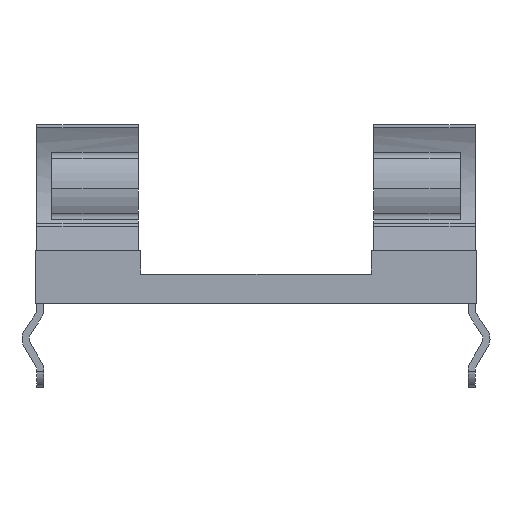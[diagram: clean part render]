
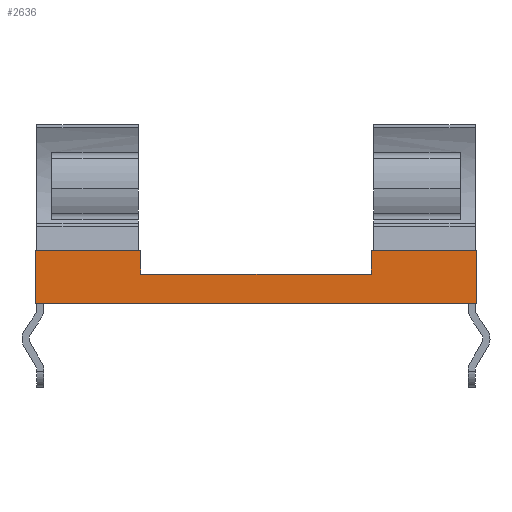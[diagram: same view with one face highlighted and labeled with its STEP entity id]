
A CAD part, front view. The second image highlights one B-rep face of the part: STEP entity #2636.
In plain terms, the highlighted planar face has unit normal (0, -1, 0).
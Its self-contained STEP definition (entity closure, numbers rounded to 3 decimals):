
#436 = VERTEX_POINT('',#437);
#437 = CARTESIAN_POINT('',(11.722,-3.3,0.03));
#443 = EDGE_CURVE('',#444,#436,#446,.T.);
#444 = VERTEX_POINT('',#445);
#445 = CARTESIAN_POINT('',(-11.672,-3.3,0.03));
#446 = LINE('',#447,#448);
#447 = CARTESIAN_POINT('',(-11.672,-3.3,0.03));
#448 = VECTOR('',#449,1.);
#449 = DIRECTION('',(1.,0.,0.));
#840 = VERTEX_POINT('',#841);
#841 = CARTESIAN_POINT('',(-6.084,-3.3,1.6));
#847 = EDGE_CURVE('',#840,#848,#850,.T.);
#848 = VERTEX_POINT('',#849);
#849 = CARTESIAN_POINT('',(6.134,-3.3,1.6));
#850 = LINE('',#851,#852);
#851 = CARTESIAN_POINT('',(-6.084,-3.3,1.6));
#852 = VECTOR('',#853,1.);
#853 = DIRECTION('',(1.,0.,0.));
#2619 = VERTEX_POINT('',#2620);
#2620 = CARTESIAN_POINT('',(11.722,-3.3,2.87));
#2626 = EDGE_CURVE('',#436,#2619,#2627,.T.);
#2627 = LINE('',#2628,#2629);
#2628 = CARTESIAN_POINT('',(11.722,-3.3,0.03));
#2629 = VECTOR('',#2630,1.);
#2630 = DIRECTION('',(0.,0.,1.));
#2636 = ADVANCED_FACE('',(#2637),#2678,.T.);
#2637 = FACE_BOUND('',#2638,.T.);
#2638 = EDGE_LOOP('',(#2639,#2647,#2655,#2661,#2662,#2663,#2671,#2677));
#2639 = ORIENTED_EDGE('',*,*,#2640,.T.);
#2640 = EDGE_CURVE('',#840,#2641,#2643,.T.);
#2641 = VERTEX_POINT('',#2642);
#2642 = CARTESIAN_POINT('',(-6.084,-3.3,2.87));
#2643 = LINE('',#2644,#2645);
#2644 = CARTESIAN_POINT('',(-6.084,-3.3,1.6));
#2645 = VECTOR('',#2646,1.);
#2646 = DIRECTION('',(0.,0.,1.));
#2647 = ORIENTED_EDGE('',*,*,#2648,.F.);
#2648 = EDGE_CURVE('',#2649,#2641,#2651,.T.);
#2649 = VERTEX_POINT('',#2650);
#2650 = CARTESIAN_POINT('',(-11.672,-3.3,2.87));
#2651 = LINE('',#2652,#2653);
#2652 = CARTESIAN_POINT('',(-11.672,-3.3,2.87));
#2653 = VECTOR('',#2654,1.);
#2654 = DIRECTION('',(1.,0.,0.));
#2655 = ORIENTED_EDGE('',*,*,#2656,.T.);
#2656 = EDGE_CURVE('',#2649,#444,#2657,.T.);
#2657 = LINE('',#2658,#2659);
#2658 = CARTESIAN_POINT('',(-11.672,-3.3,2.87));
#2659 = VECTOR('',#2660,1.);
#2660 = DIRECTION('',(0.,0.,-1.));
#2661 = ORIENTED_EDGE('',*,*,#443,.T.);
#2662 = ORIENTED_EDGE('',*,*,#2626,.T.);
#2663 = ORIENTED_EDGE('',*,*,#2664,.F.);
#2664 = EDGE_CURVE('',#2665,#2619,#2667,.T.);
#2665 = VERTEX_POINT('',#2666);
#2666 = CARTESIAN_POINT('',(6.134,-3.3,2.87));
#2667 = LINE('',#2668,#2669);
#2668 = CARTESIAN_POINT('',(6.134,-3.3,2.87));
#2669 = VECTOR('',#2670,1.);
#2670 = DIRECTION('',(1.,0.,0.));
#2671 = ORIENTED_EDGE('',*,*,#2672,.F.);
#2672 = EDGE_CURVE('',#848,#2665,#2673,.T.);
#2673 = LINE('',#2674,#2675);
#2674 = CARTESIAN_POINT('',(6.134,-3.3,1.6));
#2675 = VECTOR('',#2676,1.);
#2676 = DIRECTION('',(0.,0.,1.));
#2677 = ORIENTED_EDGE('',*,*,#847,.F.);
#2678 = PLANE('',#2679);
#2679 = AXIS2_PLACEMENT_3D('',#2680,#2681,#2682);
#2680 = CARTESIAN_POINT('',(-11.672,-3.3,0.03));
#2681 = DIRECTION('',(0.,-1.,0.));
#2682 = DIRECTION('',(0.,0.,1.));
